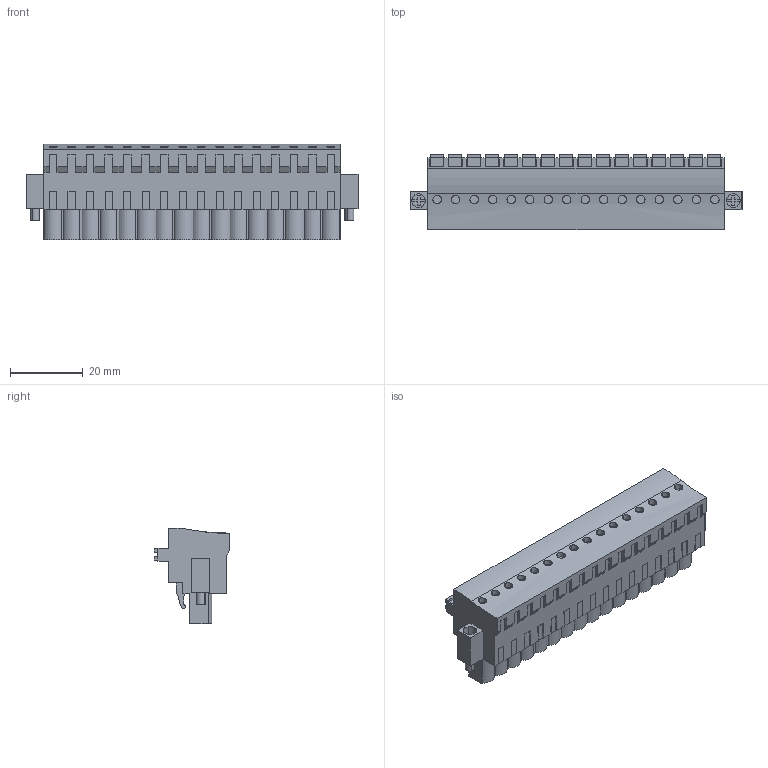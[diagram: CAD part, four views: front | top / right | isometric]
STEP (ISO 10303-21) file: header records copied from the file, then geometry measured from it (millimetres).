
FILE_DESCRIPTION(('CATIA V5 STEP Exchange','CAx-IF Rec.Pracs.--- Model Styling and Organization---1.2---2011-12-15'),'2;1');
FILE_NAME ('D1446323_0_1002230000_1002230000.stp','2017-09-09T13:41:49+00:00',('none'),('Weidmueller'),'CATIA Version 5-6 Release 2014','CATIA V5 STEP AP214','none');
FILE_SCHEMA(('AUTOMOTIVE_DESIGN { 1 0 10303 214 1 1 1 1 }'));
Length unit declared in the file: millimetre
Products named in the file (1): 1002230000
Bounding box: 91.08 x 20.64 x 26.24 mm (x, y, z)
Volume: 25202.5 mm3; surface area: 11175.3 mm2
Topology: 19 solids, 19 shells, 1097 faces, 3144 edges, 2155 vertices
Faces by surface type: plane 877, cylinder 212, extrusion 8
Entity records: 35551 total; most frequent: CARTESIAN_POINT 6977, ORIENTED_EDGE 6288, DIRECTION 4616, EDGE_CURVE 3144, VECTOR 2676, LINE 2668, VERTEX_POINT 2155, EDGE_LOOP 1171
